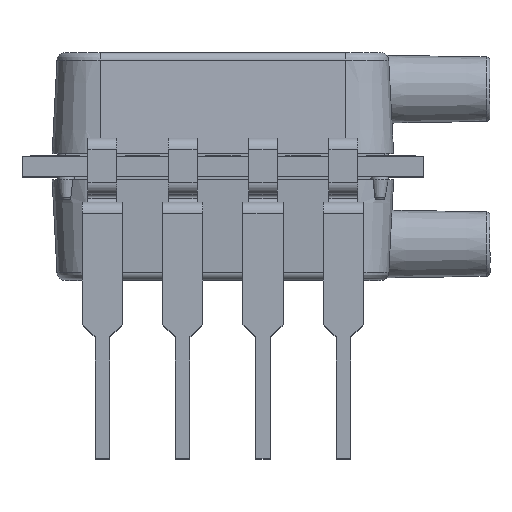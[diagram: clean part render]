
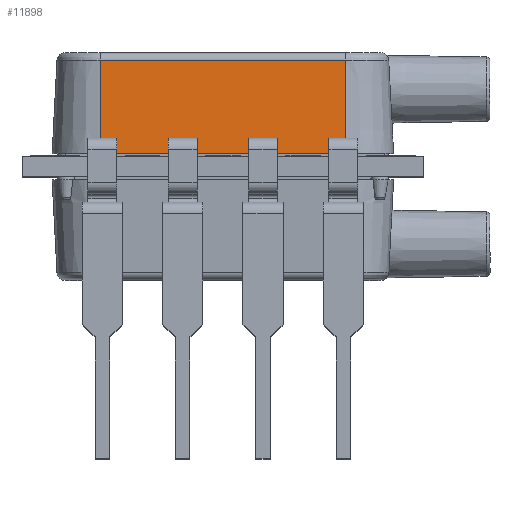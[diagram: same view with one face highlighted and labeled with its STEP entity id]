
A CAD part, top view. The second image highlights one B-rep face of the part: STEP entity #11898.
In plain terms, the highlighted face is planar.
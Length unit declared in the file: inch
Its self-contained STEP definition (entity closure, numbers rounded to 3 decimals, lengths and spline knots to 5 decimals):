
#875 = ORIENTED_EDGE ( 'NONE', *, *, #10684, .F. ) ;
#890 = ORIENTED_EDGE ( 'NONE', *, *, #10600, .T. ) ;
#896 = ORIENTED_EDGE ( 'NONE', *, *, #10648, .F. ) ;
#900 = ORIENTED_EDGE ( 'NONE', *, *, #10640, .F. ) ;
#3775 = PLANE ( 'NONE',  #11421 ) ;
#3778 = CARTESIAN_POINT ( 'NONE',  ( 0.17924, 0.2455, 0.00375 ) ) ;
#3781 = DIRECTION ( 'NONE',  ( -1., 0., 0. ) ) ;
#3787 = DIRECTION ( 'NONE',  ( 0., 0.999, 0.052 ) ) ;
#6148 = FACE_OUTER_BOUND ( 'NONE', #10210, .T. ) ;
#7051 = CARTESIAN_POINT ( 'NONE',  ( 0.0265, 0.23945, 0.11927 ) ) ;
#7057 = DIRECTION ( 'NONE',  ( -1., 0., 0. ) ) ;
#7165 = DIRECTION ( 'NONE',  ( -0.001, 0.052, -0.999 ) ) ;
#7173 = CARTESIAN_POINT ( 'NONE',  ( -0.12621, 0.24247, 0.0615 ) ) ;
#7685 = CARTESIAN_POINT ( 'NONE',  ( 0.17921, 0.24247, 0.0615 ) ) ;
#7693 = DIRECTION ( 'NONE',  ( -0.001, -0.052, 0.999 ) ) ;
#7859 = CARTESIAN_POINT ( 'NONE',  ( 0.0265, 0.2455, 0.00375 ) ) ;
#7864 = DIRECTION ( 'NONE',  ( -1., 0., 0. ) ) ;
#7994 = CARTESIAN_POINT ( 'NONE',  ( -0.12624, 0.2455, 0.00375 ) ) ;
#8010 = CARTESIAN_POINT ( 'NONE',  ( 0.17924, 0.2455, 0.00375 ) ) ;
#8072 = CARTESIAN_POINT ( 'NONE',  ( 0.17917, 0.23945, 0.11927 ) ) ;
#8075 = CARTESIAN_POINT ( 'NONE',  ( -0.12617, 0.23945, 0.11927 ) ) ;
#10210 = EDGE_LOOP ( 'NONE', ( #896, #900, #890, #875 ) ) ;
#10600 = EDGE_CURVE ( 'NONE', #12223, #12240, #13253, .T. ) ;
#10640 = EDGE_CURVE ( 'NONE', #12223, #12292, #13312, .T. ) ;
#10648 = EDGE_CURVE ( 'NONE', #12292, #12309, #13347, .T. ) ;
#10684 = EDGE_CURVE ( 'NONE', #12309, #12240, #13332, .T. ) ;
#11421 = AXIS2_PLACEMENT_3D ( 'NONE', #3778, #3787, #3781 ) ;
#11898 = ADVANCED_FACE ( 'NONE', ( #6148 ), #3775, .T. ) ;
#12223 = VERTEX_POINT ( 'NONE', #8010 ) ;
#12240 = VERTEX_POINT ( 'NONE', #7994 ) ;
#12292 = VERTEX_POINT ( 'NONE', #8072 ) ;
#12309 = VERTEX_POINT ( 'NONE', #8075 ) ;
#13247 = VECTOR ( 'NONE', #7864, 39.37008 ) ;
#13253 = LINE ( 'NONE', #7859, #13247 ) ;
#13304 = VECTOR ( 'NONE', #7693, 39.37008 ) ;
#13312 = LINE ( 'NONE', #7685, #13304 ) ;
#13320 = VECTOR ( 'NONE', #7057, 39.37008 ) ;
#13332 = LINE ( 'NONE', #7173, #13334 ) ;
#13334 = VECTOR ( 'NONE', #7165, 39.37008 ) ;
#13347 = LINE ( 'NONE', #7051, #13320 ) ;
